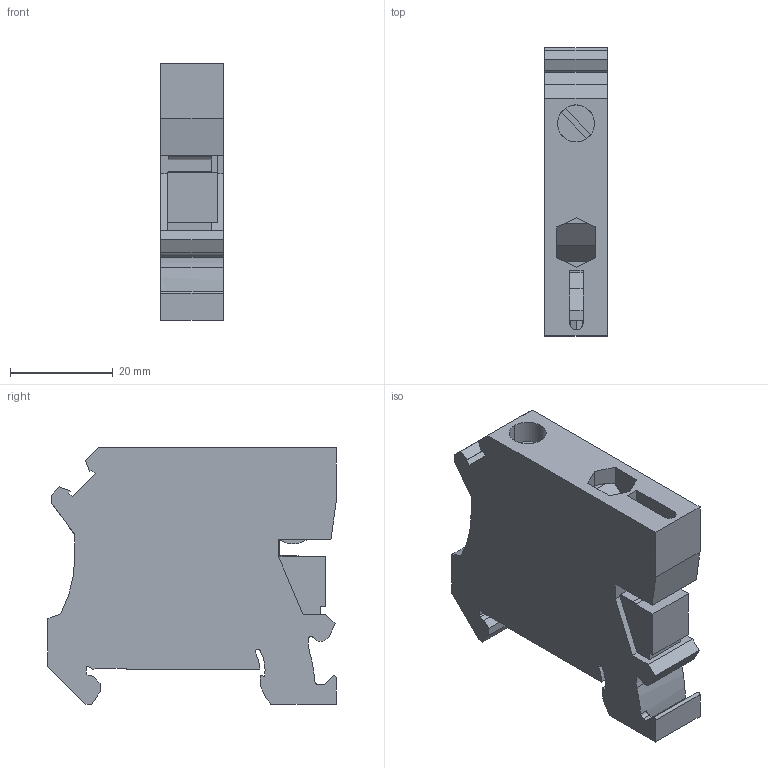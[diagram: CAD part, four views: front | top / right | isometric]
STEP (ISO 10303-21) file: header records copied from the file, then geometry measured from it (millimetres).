
FILE_DESCRIPTION(('Creo Elements/Direct Modeling STEP Export'),'2;1');
FILE_NAME('model.stp','2019-01-15T10:01:55',(''),(''),'Creo Elements/Direct Modeling STEP processor for AP214 (Solid Model)','Creo Elements/Direct Modeling 18.1I 14-Aug-2016 (C) Parametric Technology GmbH','');
FILE_SCHEMA(('AUTOMOTIVE_DESIGN { 1 0 10303 214 1 1 1 1 }'));
Length unit declared in the file: millimetre
Products named in the file (2): UTN_16-select
Assembly tree (1 placements, depth 2):
  UTN_16-select
    UTN_16-select
Bounding box: 12.15 x 56 x 49.85 mm (x, y, z)
Volume: 25432.1 mm3; surface area: 8911.4 mm2
Topology: 1 solids, 1 shells, 141 faces, 400 edges, 265 vertices
Faces by surface type: plane 120, cylinder 21
Entity records: 5588 total; most frequent: ORIENTED_EDGE 800, CARTESIAN_POINT 787, DIRECTION 698, EDGE_CURVE 400, VECTOR 346, LINE 346, VERTEX_POINT 265, AXIS2_PLACEMENT_3D 176
